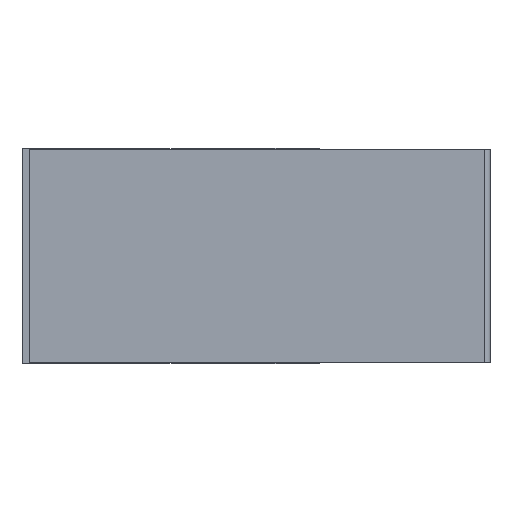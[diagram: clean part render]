
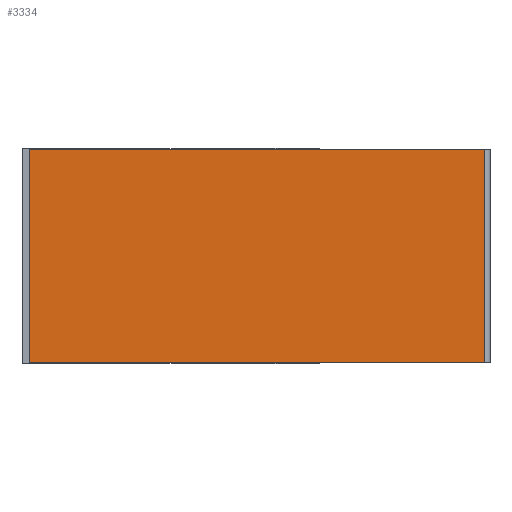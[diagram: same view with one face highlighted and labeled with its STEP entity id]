
A CAD part, left-side view. The second image highlights one B-rep face of the part: STEP entity #3334.
In plain terms, the highlighted planar face has unit normal (-1, 0, 0).
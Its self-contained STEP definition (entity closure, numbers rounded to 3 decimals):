
#33 = VERTEX_POINT ( 'NONE', #3336 ) ;
#72 = CARTESIAN_POINT ( 'NONE',  ( -0.1, 3.9, -0.01 ) ) ;
#223 = AXIS2_PLACEMENT_3D ( 'NONE', #1880, #1204, #244 ) ;
#244 = DIRECTION ( 'NONE',  ( 0., 0., 1. ) ) ;
#299 = EDGE_CURVE ( 'NONE', #2089, #4008, #1514, .T. ) ;
#431 = DIRECTION ( 'NONE',  ( 0., -1., 0. ) ) ;
#542 = EDGE_CURVE ( 'NONE', #2089, #33, #2890, .T. ) ;
#606 = VERTEX_POINT ( 'NONE', #4324 ) ;
#631 = VECTOR ( 'NONE', #3136, 1000. ) ;
#778 = EDGE_CURVE ( 'NONE', #606, #33, #3807, .T. ) ;
#798 = VECTOR ( 'NONE', #431, 1000. ) ;
#879 = DIRECTION ( 'NONE',  ( 0., 0., 1. ) ) ;
#1013 = DIRECTION ( 'NONE',  ( 0., 0., 1. ) ) ;
#1082 = ORIENTED_EDGE ( 'NONE', *, *, #299, .F. ) ;
#1102 = CARTESIAN_POINT ( 'NONE',  ( -0.1, -2.3, -0.01 ) ) ;
#1135 = EDGE_LOOP ( 'NONE', ( #1082, #1827, #2727, #1825 ) ) ;
#1204 = DIRECTION ( 'NONE',  ( 1., 0., 0. ) ) ;
#1514 = LINE ( 'NONE', #1770, #631 ) ;
#1770 = CARTESIAN_POINT ( 'NONE',  ( -0.1, -2.3, -2.89 ) ) ;
#1825 = ORIENTED_EDGE ( 'NONE', *, *, #3079, .F. ) ;
#1826 = PLANE ( 'NONE',  #223 ) ;
#1827 = ORIENTED_EDGE ( 'NONE', *, *, #542, .T. ) ;
#1866 = CARTESIAN_POINT ( 'NONE',  ( -0.1, -2.225, -0.01 ) ) ;
#1880 = CARTESIAN_POINT ( 'NONE',  ( -0.1, 0., 0. ) ) ;
#2089 = VERTEX_POINT ( 'NONE', #3442 ) ;
#2509 = VECTOR ( 'NONE', #879, 1000. ) ;
#2568 = VECTOR ( 'NONE', #1013, 1000. ) ;
#2605 = CARTESIAN_POINT ( 'NONE',  ( -0.1, 3.9, -2.89 ) ) ;
#2727 = ORIENTED_EDGE ( 'NONE', *, *, #778, .F. ) ;
#2890 = LINE ( 'NONE', #1866, #2509 ) ;
#3079 = EDGE_CURVE ( 'NONE', #4008, #606, #3331, .T. ) ;
#3136 = DIRECTION ( 'NONE',  ( 0., 1., 0. ) ) ;
#3331 = LINE ( 'NONE', #72, #2568 ) ;
#3334 = ADVANCED_FACE ( 'NONE', ( #3380 ), #1826, .F. ) ;
#3336 = CARTESIAN_POINT ( 'NONE',  ( -0.1, -2.225, -0.01 ) ) ;
#3380 = FACE_OUTER_BOUND ( 'NONE', #1135, .T. ) ;
#3442 = CARTESIAN_POINT ( 'NONE',  ( -0.1, -2.225, -2.89 ) ) ;
#3807 = LINE ( 'NONE', #1102, #798 ) ;
#4008 = VERTEX_POINT ( 'NONE', #2605 ) ;
#4324 = CARTESIAN_POINT ( 'NONE',  ( -0.1, 3.9, -0.01 ) ) ;
